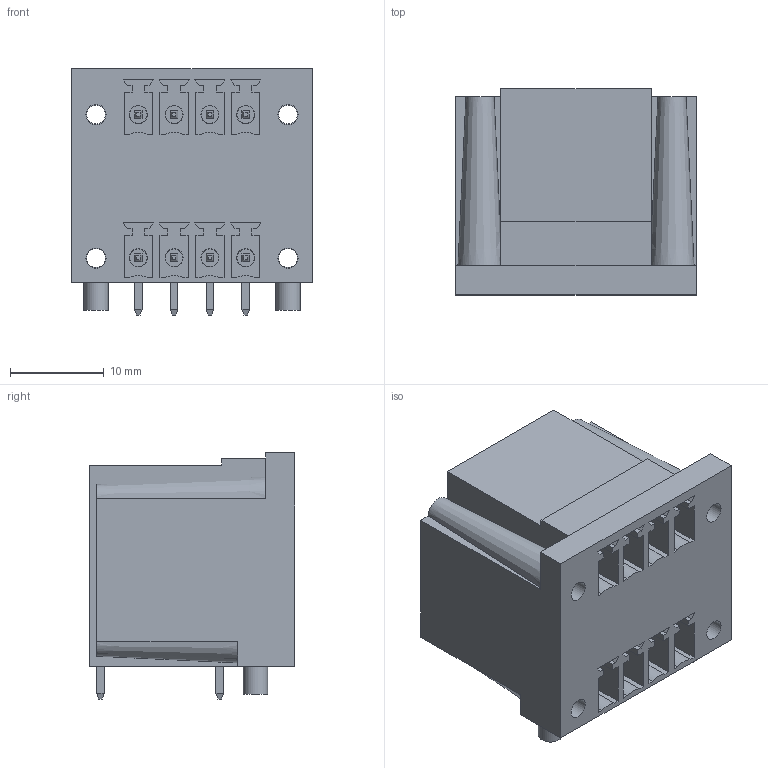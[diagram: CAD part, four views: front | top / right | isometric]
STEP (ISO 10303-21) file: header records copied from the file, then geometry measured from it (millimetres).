
FILE_DESCRIPTION(/* description */ ('Unknown'),/* implementation_level */ '2;1');
FILE_NAME(/* name */ 'ME252-38108',/* time_stamp */ '2023-07-21T14:46:47+08:00',/* author */ ('Unknown'),/* organization */ ('Unknown'),/* preprocessor_version */ 'ST-DEVELOPER v16.7',/* originating_system */ 'DEX',/* authorisation */ $);
FILE_SCHEMA (('AUTOMOTIVE_DESIGN {1 0 10303 214 3 1 1}'));
Length unit declared in the file: millimetre
Products named in the file (1): ME252-381
Bounding box: 25.64 x 21.9 x 26.2 mm (x, y, z)
Volume: 10356.4 mm3; surface area: 5232.2 mm2
Topology: 1 solids, 1 shells, 328 faces, 814 edges, 526 vertices
Faces by surface type: plane 298, cylinder 18, cone 12
Full cylindrical faces by diameter (mm): 2 x4, 2.15 x4, 2.6 x2
Entity records: 9524 total; most frequent: CARTESIAN_POINT 1815, ORIENTED_EDGE 1564, DIRECTION 1492, EDGE_CURVE 782, LINE 714, VECTOR 714, VERTEX_POINT 512, EDGE_LOOP 392
